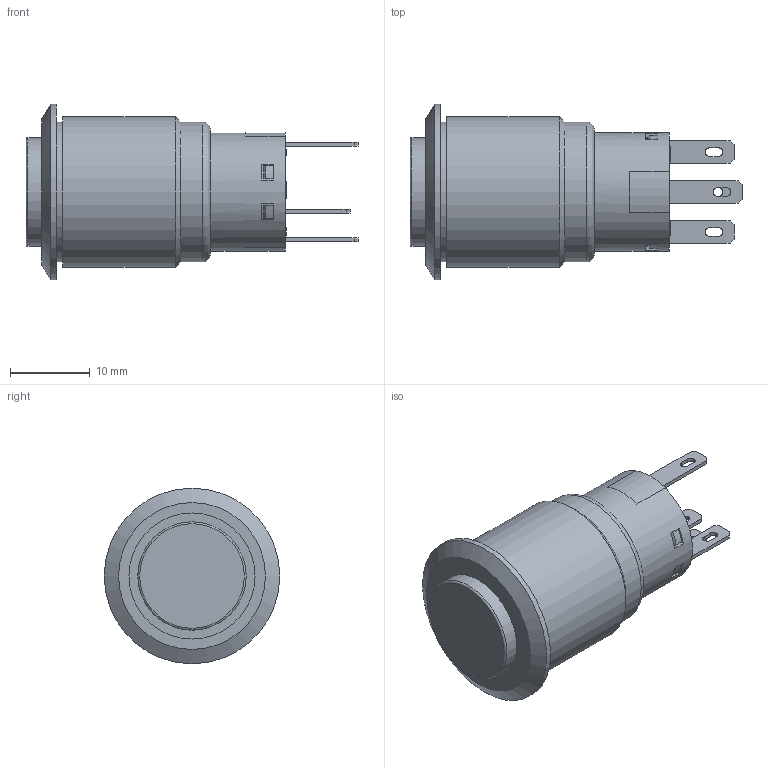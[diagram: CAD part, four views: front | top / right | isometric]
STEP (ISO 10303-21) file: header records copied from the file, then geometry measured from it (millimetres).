
FILE_DESCRIPTION(/* description */ (''),/* implementation_level */ '2;1');
FILE_NAME(/* name */ 'PV4H230xx-3xx.stp',/* time_stamp */ '2026-01-15T11:33:35-06:00',/* author */ ('mroman'),/* organization */ (''),/* preprocessor_version */ 'ST-DEVELOPER v18.1',/* originating_system */ 'Autodesk Inventor 2022',/* authorisation */ '');
FILE_SCHEMA (('AUTOMOTIVE_DESIGN { 1 0 10303 214 3 1 1 }'));
Length unit declared in the file: inch
Products named in the file (1): PV4H230xx-3xx
Bounding box: 41.6 x 22 x 22 mm (x, y, z)
Volume: 4807.9 mm3; surface area: 4205.9 mm2
Topology: 3 solids, 4 shells, 226 faces, 587 edges, 389 vertices
Faces by surface type: plane 154, cylinder 36, bspline 27, cone 6, torus 3
Full cylindrical faces by diameter (mm): 12.8 x1, 13.6 x2, 14.9 x1, 15 x1, 15.8 x1, 17.5 x2, 18.9 x1, 22 x1
Entity records: 7112 total; most frequent: CARTESIAN_POINT 1578, ORIENTED_EDGE 1174, DIRECTION 1035, EDGE_CURVE 587, LINE 415, VECTOR 415, VERTEX_POINT 389, AXIS2_PLACEMENT_3D 310
